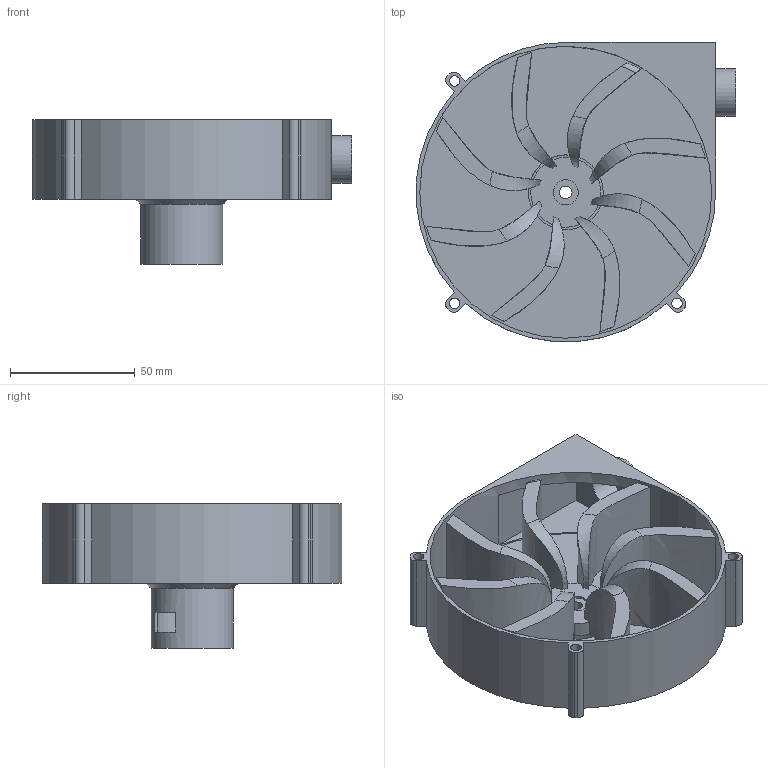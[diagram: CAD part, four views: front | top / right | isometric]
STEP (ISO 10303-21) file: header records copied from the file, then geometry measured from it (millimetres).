
FILE_DESCRIPTION(/* description */ (''),/* implementation_level */ '2;1');
FILE_NAME(/* name */ 'Blower V2 v1.step',/* time_stamp */ '2020-04-24T12:35:12+02:00',/* author */ (''),/* organization */ (''),/* preprocessor_version */ 'ST-DEVELOPER v18.1',/* originating_system */ 'Autodesk Translation Framework v9.2.0.1227',/* authorisation */ '');
FILE_SCHEMA (('AUTOMOTIVE_DESIGN { 1 0 10303 214 3 1 1 }'));
Length unit declared in the file: millimetre
Products named in the file (3): Blower V2; Duct; Propeller
Assembly tree (2 placements, depth 2):
  Blower V2
    Duct
    Propeller
Bounding box: 127.8 x 119.8 x 58 mm (x, y, z)
Volume: 118173.7 mm3; surface area: 87339.9 mm2
Topology: 10 solids, 10 shells, 145 faces, 357 edges, 238 vertices
Faces by surface type: plane 53, cylinder 51, bspline 32, torus 8, cone 1
Full cylindrical faces by diameter (mm): 3.2 x4, 4.2 x3, 5 x1, 8 x1, 10 x1, 15 x1, 19 x1, 30 x1, 33 x1, 117 x1
Entity records: 4665 total; most frequent: CARTESIAN_POINT 1330, ORIENTED_EDGE 714, DIRECTION 623, EDGE_CURVE 357, VERTEX_POINT 238, AXIS2_PLACEMENT_3D 232, EDGE_LOOP 173, LINE 159
